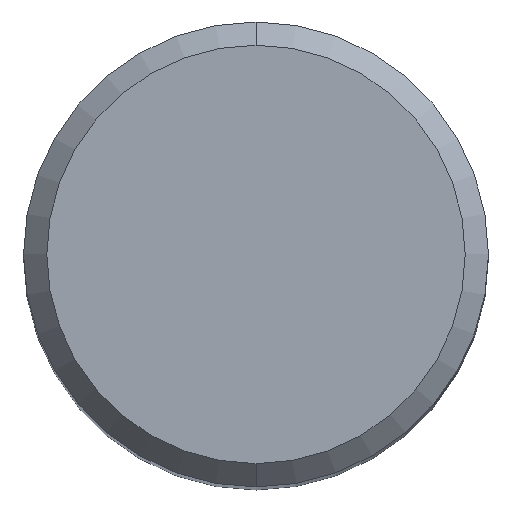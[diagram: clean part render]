
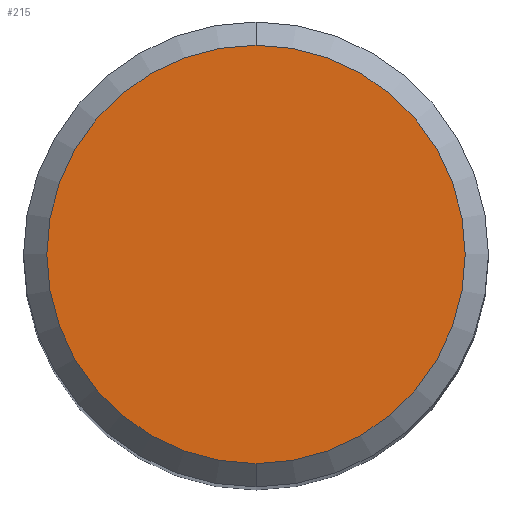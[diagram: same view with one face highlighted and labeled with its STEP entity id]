
A CAD part, top view. The second image highlights one B-rep face of the part: STEP entity #215.
In plain terms, the highlighted planar face has unit normal (0, 0, 1).
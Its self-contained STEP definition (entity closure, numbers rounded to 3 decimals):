
#133=EDGE_CURVE('',#203,#209,#292,.T.);
#197=EDGE_CURVE('',#209,#203,#363,.T.);
#203=VERTEX_POINT('',#369);
#209=VERTEX_POINT('',#376);
#215=ADVANCED_FACE('',(#382),#383,.T.);
#292=CIRCLE('',#461,4.5);
#363=CIRCLE('',#559,4.5);
#369=CARTESIAN_POINT('',(0.0,4.5,0.0));
#376=CARTESIAN_POINT('',(0.,-4.5,0.0));
#382=FACE_OUTER_BOUND('',#583,.T.);
#383=PLANE('',#584);
#461=AXIS2_PLACEMENT_3D('',#676,#677,#678);
#559=AXIS2_PLACEMENT_3D('',#765,#766,#767);
#583=EDGE_LOOP('',(#782,#783));
#584=AXIS2_PLACEMENT_3D('',#784,#785,#786);
#676=CARTESIAN_POINT('',(0.0,0.0,0.0));
#677=DIRECTION('',(0.0,0.0,-1.0));
#678=DIRECTION('',(0.0,1.0,0.0));
#765=CARTESIAN_POINT('',(0.0,0.0,0.0));
#766=DIRECTION('',(0.0,0.0,-1.0));
#767=DIRECTION('',(0.0,1.0,0.0));
#782=ORIENTED_EDGE('',*,*,#133,.F.);
#783=ORIENTED_EDGE('',*,*,#197,.F.);
#784=CARTESIAN_POINT('',(0.0,2.25,0.0));
#785=DIRECTION('',(-0.0,0.0,1.0));
#786=DIRECTION('',(0.0,-1.0,0.0));
